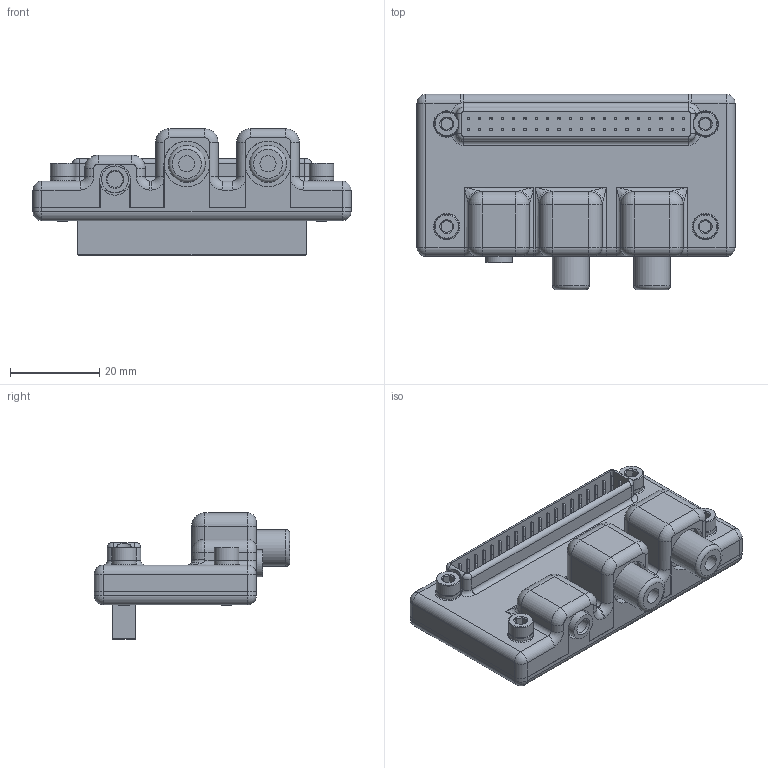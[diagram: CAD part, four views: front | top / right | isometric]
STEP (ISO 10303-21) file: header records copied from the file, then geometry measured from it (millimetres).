
FILE_DESCRIPTION(/* description */ ('STEP AP242','CAx-IF Rec.Pracs.---Representation and Presentation of Product Manufacturing Information (PMI)---4.0---2014-10-13','CAx-IF Rec.Pracs.---3D Tessellated Geometry---0.4---2014-09-14','2;1'),/* implementation_level */ '2;1');
FILE_NAME(/* name */ '67b24d2d776fd400cbd6be51',/* time_stamp */ '2025-02-16T20:40:15Z',/* author */ (''),/* organization */ (''),/* preprocessor_version */ 'ST-DEVELOPER v20',/* originating_system */ 'ONSHAPE BY PTC INC, 1.193',/* authorisation */ ' ');
FILE_SCHEMA (('AP242_MANAGED_MODEL_BASED_3D_ENGINEERING_MIM_LF { 1 0 10303 442 1 1 4 }'));
Length unit declared in the file: metre
Products named in the file (12): ASM - Case For InnoMaker Raspberry Pi HiFi DAC MINI HAT; Top - Bottom - InnoMaker DAC DeskPi Lite 5; Bottom - InnoMaker DAC DeskPi Lite 5; RCA Female Red Recolor; RCA Female White Housing; M3x0.5mm x 10mm Long Socket Head Screw; 40 pin header male Raspberry PI v1; RCA Female Red; RCA Female White; 3.5mm; RCA Female Red Housing; PCB
Assembly tree (14 placements, depth 2):
  ASM - Case For InnoMaker Raspberry Pi HiFi DAC MINI HAT
    Top - Bottom - InnoMaker DAC DeskPi Lite 5
    Bottom - InnoMaker DAC DeskPi Lite 5
    RCA Female Red Recolor
    RCA Female White Housing
    M3x0.5mm x 10mm Long Socket Head Screw  x4
    40 pin header male Raspberry PI v1
    RCA Female Red
    RCA Female White
    3.5mm
    RCA Female Red Housing
    PCB
Bounding box: 71.32 x 43.82 x 28.33 mm (x, y, z)
Volume: 22729.5 mm3; surface area: 28918.2 mm2
Topology: 13 solids, 14 shells, 1432 faces, 3538 edges, 2210 vertices
Faces by surface type: plane 1196, cylinder 141, bspline 34, torus 26, cone 21, sphere 14
Full cylindrical faces by diameter (mm): 2.88 x4, 3.4 x8, 3.6 x6, 5.5 x10, 6 x1, 8.25 x2
Entity records: 47642 total; most frequent: CARTESIAN_POINT 14980, ORIENTED_EDGE 6646, DIRECTION 6214, EDGE_CURVE 3324, LINE 2946, VECTOR 2946, VERTEX_POINT 2104, AXIS2_PLACEMENT_3D 1634
